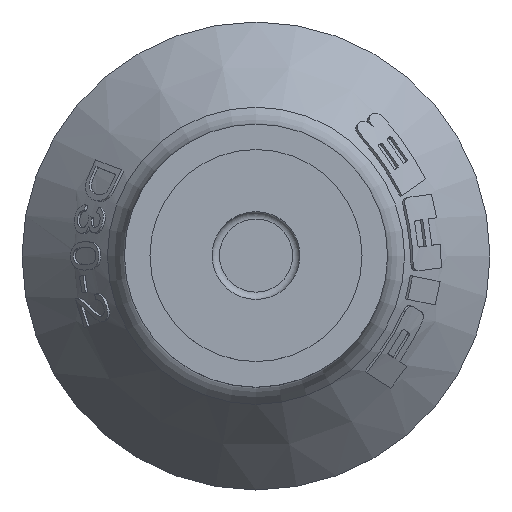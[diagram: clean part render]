
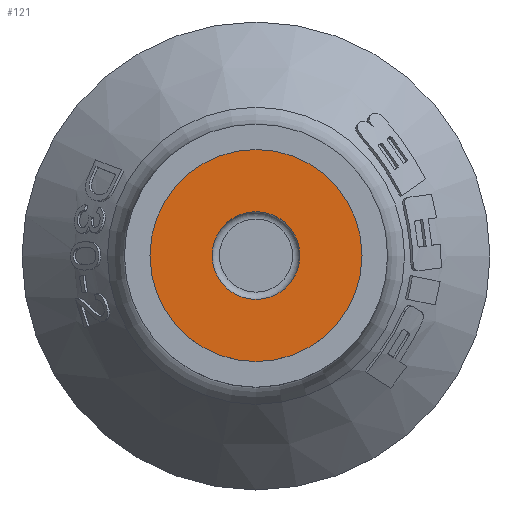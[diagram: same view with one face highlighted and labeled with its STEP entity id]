
A CAD part, top view. The second image highlights one B-rep face of the part: STEP entity #121.
In plain terms, the highlighted planar face has unit normal (0, 0, 1).
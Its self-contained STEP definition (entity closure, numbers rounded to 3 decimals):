
#121 = ADVANCED_FACE( '', ( #330, #331 ), #332, .F. );
#330 = FACE_OUTER_BOUND( '', #1211, .T. );
#331 = FACE_BOUND( '', #1212, .T. );
#332 = PLANE( '', #1213 );
#1211 = EDGE_LOOP( '', ( #2314 ) );
#1212 = EDGE_LOOP( '', ( #2315 ) );
#1213 = AXIS2_PLACEMENT_3D( '', #2316, #2317, #2318 );
#2314 = ORIENTED_EDGE( '', *, *, #2680, .F. );
#2315 = ORIENTED_EDGE( '', *, *, #2484, .F. );
#2316 = CARTESIAN_POINT( '', ( 0., -2.5, 0. ) );
#2317 = DIRECTION( '', ( 0., 0., -1. ) );
#2318 = DIRECTION( '', ( -1., 0., 0. ) );
#2484 = EDGE_CURVE( '', #2763, #2763, #2764, .F. );
#2680 = EDGE_CURVE( '', #3099, #3099, #3100, .T. );
#2763 = VERTEX_POINT( '', #3430 );
#2764 = CIRCLE( '', #3431, 3. );
#3099 = VERTEX_POINT( '', #4918 );
#3100 = CIRCLE( '', #4919, 7.25 );
#3430 = CARTESIAN_POINT( '', ( -3., 0., 0. ) );
#3431 = AXIS2_PLACEMENT_3D( '', #4965, #4966, #4967 );
#4918 = CARTESIAN_POINT( '', ( -7.25, 0., 0. ) );
#4919 = AXIS2_PLACEMENT_3D( '', #4998, #4999, #5000 );
#4965 = CARTESIAN_POINT( '', ( 0., 0., 0. ) );
#4966 = DIRECTION( '', ( 0., 0., -1. ) );
#4967 = DIRECTION( '', ( -1., 0., 0. ) );
#4998 = CARTESIAN_POINT( '', ( 0., 0., 0. ) );
#4999 = DIRECTION( '', ( 0., 0., -1. ) );
#5000 = DIRECTION( '', ( -1., 0., 0. ) );
